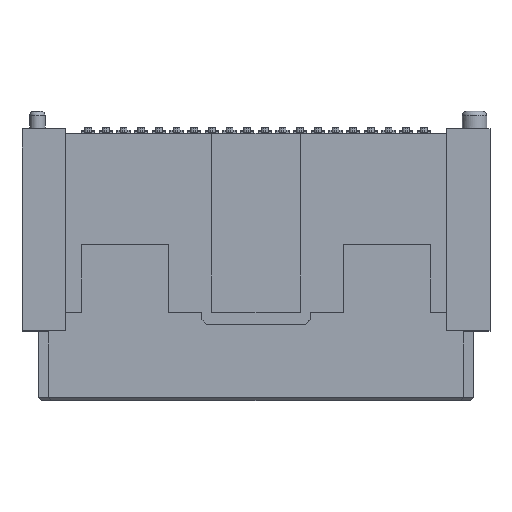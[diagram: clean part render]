
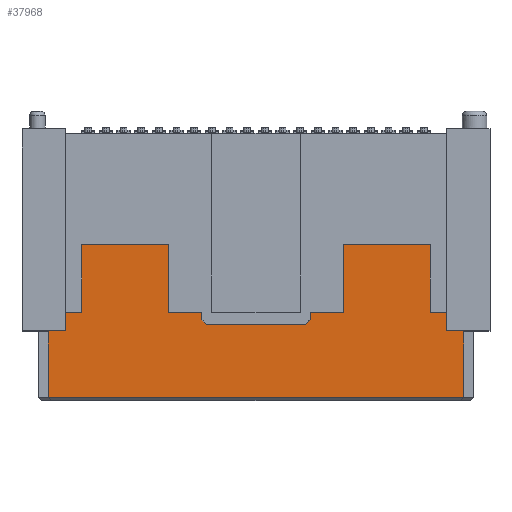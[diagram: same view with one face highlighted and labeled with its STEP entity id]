
A CAD part, top view. The second image highlights one B-rep face of the part: STEP entity #37968.
In plain terms, the highlighted planar face has unit normal (0, 0, 1).
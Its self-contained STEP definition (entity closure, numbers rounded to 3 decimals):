
#6007=DIRECTION('',(1.,0.,0.));
#6008=VECTOR('',#6007,18.8);
#6009=CARTESIAN_POINT('',(1.2,3.5,-1.1));
#6010=LINE('',#6009,#6008);
#6059=DIRECTION('',(0.,-1.,0.));
#6060=VECTOR('',#6059,3.);
#6061=CARTESIAN_POINT('',(1.2,6.5,-1.1));
#6062=LINE('',#6061,#6060);
#6063=DIRECTION('',(1.,0.,0.));
#6064=VECTOR('',#6063,1.5);
#6065=CARTESIAN_POINT('',(13.05,7.35,-1.1));
#6066=LINE('',#6065,#6064);
#6067=DIRECTION('',(1.,0.,0.));
#6068=VECTOR('',#6067,3.95);
#6069=CARTESIAN_POINT('',(14.55,10.4,-1.1));
#6070=LINE('',#6069,#6068);
#6071=DIRECTION('',(0.,-1.,0.));
#6072=VECTOR('',#6071,3.05);
#6073=CARTESIAN_POINT('',(18.5,10.4,-1.1));
#6074=LINE('',#6073,#6072);
#6075=DIRECTION('',(1.,0.,0.));
#6076=VECTOR('',#6075,0.75);
#6077=CARTESIAN_POINT('',(18.5,7.35,-1.1));
#6078=LINE('',#6077,#6076);
#6079=DIRECTION('',(0.,-1.,0.));
#6080=VECTOR('',#6079,0.85);
#6081=CARTESIAN_POINT('',(19.25,7.35,-1.1));
#6082=LINE('',#6081,#6080);
#6083=DIRECTION('',(1.,0.,0.));
#6084=VECTOR('',#6083,0.75);
#6085=CARTESIAN_POINT('',(1.2,6.5,-1.1));
#6086=LINE('',#6085,#6084);
#6087=DIRECTION('',(0.,1.,0.));
#6088=VECTOR('',#6087,0.85);
#6089=CARTESIAN_POINT('',(1.95,6.5,-1.1));
#6090=LINE('',#6089,#6088);
#6091=DIRECTION('',(1.,0.,0.));
#6092=VECTOR('',#6091,0.75);
#6093=CARTESIAN_POINT('',(1.95,7.35,-1.1));
#6094=LINE('',#6093,#6092);
#6095=DIRECTION('',(1.,0.,0.));
#6096=VECTOR('',#6095,3.95);
#6097=CARTESIAN_POINT('',(2.7,10.4,-1.1));
#6098=LINE('',#6097,#6096);
#6099=DIRECTION('',(0.,-1.,0.));
#6100=VECTOR('',#6099,3.05);
#6101=CARTESIAN_POINT('',(6.65,10.4,-1.1));
#6102=LINE('',#6101,#6100);
#6103=DIRECTION('',(1.,0.,0.));
#6104=VECTOR('',#6103,1.5);
#6105=CARTESIAN_POINT('',(6.65,7.35,-1.1));
#6106=LINE('',#6105,#6104);
#6107=DIRECTION('',(0.,-1.,0.));
#6108=VECTOR('',#6107,0.35);
#6109=CARTESIAN_POINT('',(8.15,7.35,-1.1));
#6110=LINE('',#6109,#6108);
#6111=DIRECTION('',(0.707,-0.707,0.));
#6112=VECTOR('',#6111,0.283);
#6113=CARTESIAN_POINT('',(8.15,7.,-1.1));
#6114=LINE('',#6113,#6112);
#6115=DIRECTION('',(1.,0.,0.));
#6116=VECTOR('',#6115,4.5);
#6117=CARTESIAN_POINT('',(8.35,6.8,-1.1));
#6118=LINE('',#6117,#6116);
#6119=DIRECTION('',(0.707,0.707,0.));
#6120=VECTOR('',#6119,0.283);
#6121=CARTESIAN_POINT('',(12.85,6.8,-1.1));
#6122=LINE('',#6121,#6120);
#6123=DIRECTION('',(0.,1.,0.));
#6124=VECTOR('',#6123,0.35);
#6125=CARTESIAN_POINT('',(13.05,7.,-1.1));
#6126=LINE('',#6125,#6124);
#6143=DIRECTION('',(0.,-1.,0.));
#6144=VECTOR('',#6143,3.05);
#6145=CARTESIAN_POINT('',(14.55,10.4,-1.1));
#6146=LINE('',#6145,#6144);
#6235=DIRECTION('',(0.,-1.,0.));
#6236=VECTOR('',#6235,3.05);
#6237=CARTESIAN_POINT('',(2.7,10.4,-1.1));
#6238=LINE('',#6237,#6236);
#11871=DIRECTION('',(-1.,0.,0.));
#11872=VECTOR('',#11871,0.75);
#11873=CARTESIAN_POINT('',(20.,6.5,-1.1));
#11874=LINE('',#11873,#11872);
#12251=DIRECTION('',(0.,1.,0.));
#12252=VECTOR('',#12251,3.);
#12253=CARTESIAN_POINT('',(20.,3.5,-1.1));
#12254=LINE('',#12253,#12252);
#21981=CARTESIAN_POINT('',(19.25,6.5,-1.1));
#21982=VERTEX_POINT('',#21981);
#21983=CARTESIAN_POINT('',(19.25,7.35,-1.1));
#21984=VERTEX_POINT('',#21983);
#22067=CARTESIAN_POINT('',(1.95,7.35,-1.1));
#22068=VERTEX_POINT('',#22067);
#22069=CARTESIAN_POINT('',(1.95,6.5,-1.1));
#22070=VERTEX_POINT('',#22069);
#22111=CARTESIAN_POINT('',(6.65,10.4,-1.1));
#22112=VERTEX_POINT('',#22111);
#22113=CARTESIAN_POINT('',(2.7,10.4,-1.1));
#22114=VERTEX_POINT('',#22113);
#22115=CARTESIAN_POINT('',(18.5,10.4,-1.1));
#22116=VERTEX_POINT('',#22115);
#22117=CARTESIAN_POINT('',(14.55,10.4,-1.1));
#22118=VERTEX_POINT('',#22117);
#22135=CARTESIAN_POINT('',(6.65,7.35,-1.1));
#22136=VERTEX_POINT('',#22135);
#22137=CARTESIAN_POINT('',(8.15,7.35,-1.1));
#22138=VERTEX_POINT('',#22137);
#22139=CARTESIAN_POINT('',(2.7,7.35,-1.1));
#22140=VERTEX_POINT('',#22139);
#22141=CARTESIAN_POINT('',(8.15,7.,-1.1));
#22142=VERTEX_POINT('',#22141);
#22143=CARTESIAN_POINT('',(8.35,6.8,-1.1));
#22144=VERTEX_POINT('',#22143);
#22145=CARTESIAN_POINT('',(12.85,6.8,-1.1));
#22146=VERTEX_POINT('',#22145);
#22147=CARTESIAN_POINT('',(13.05,7.,-1.1));
#22148=VERTEX_POINT('',#22147);
#22149=CARTESIAN_POINT('',(13.05,7.35,-1.1));
#22150=VERTEX_POINT('',#22149);
#22151=CARTESIAN_POINT('',(18.5,7.35,-1.1));
#22152=VERTEX_POINT('',#22151);
#22153=CARTESIAN_POINT('',(14.55,7.35,-1.1));
#22154=VERTEX_POINT('',#22153);
#22155=CARTESIAN_POINT('',(20.,6.5,-1.1));
#22156=VERTEX_POINT('',#22155);
#22157=CARTESIAN_POINT('',(1.2,3.5,-1.1));
#22158=CARTESIAN_POINT('',(20.,3.5,-1.1));
#22159=VERTEX_POINT('',#22157);
#22160=VERTEX_POINT('',#22158);
#22161=CARTESIAN_POINT('',(1.2,6.5,-1.1));
#22162=VERTEX_POINT('',#22161);
#37921=CARTESIAN_POINT('',(10.6,6.95,-1.1));
#37922=DIRECTION('',(0.,0.,1.));
#37923=DIRECTION('',(1.,0.,0.));
#37924=AXIS2_PLACEMENT_3D('',#37921,#37922,#37923);
#37925=PLANE('',#37924);
#37927=ORIENTED_EDGE('',*,*,#37926,.T.);
#37929=ORIENTED_EDGE('',*,*,#37928,.F.);
#37931=ORIENTED_EDGE('',*,*,#37930,.T.);
#37933=ORIENTED_EDGE('',*,*,#37932,.T.);
#37935=ORIENTED_EDGE('',*,*,#37934,.T.);
#37936=ORIENTED_EDGE('',*,*,#29133,.T.);
#37938=ORIENTED_EDGE('',*,*,#37937,.F.);
#37940=ORIENTED_EDGE('',*,*,#37939,.F.);
#37941=ORIENTED_EDGE('',*,*,#37862,.F.);
#37942=ORIENTED_EDGE('',*,*,#37916,.F.);
#37943=ORIENTED_EDGE('',*,*,#28997,.T.);
#37945=ORIENTED_EDGE('',*,*,#37944,.T.);
#37947=ORIENTED_EDGE('',*,*,#37946,.T.);
#37949=ORIENTED_EDGE('',*,*,#37948,.F.);
#37951=ORIENTED_EDGE('',*,*,#37950,.T.);
#37953=ORIENTED_EDGE('',*,*,#37952,.T.);
#37955=ORIENTED_EDGE('',*,*,#37954,.T.);
#37957=ORIENTED_EDGE('',*,*,#37956,.T.);
#37959=ORIENTED_EDGE('',*,*,#37958,.T.);
#37961=ORIENTED_EDGE('',*,*,#37960,.T.);
#37963=ORIENTED_EDGE('',*,*,#37962,.T.);
#37965=ORIENTED_EDGE('',*,*,#37964,.T.);
#37966=EDGE_LOOP('',(#37927,#37929,#37931,#37933,#37935,#37936,#37938,#37940,
#37941,#37942,#37943,#37945,#37947,#37949,#37951,#37953,#37955,#37957,#37959,
#37961,#37963,#37965));
#37967=FACE_OUTER_BOUND('',#37966,.F.);
#37968=ADVANCED_FACE('',(#37967),#37925,.T.);
#28997=EDGE_CURVE('',#22162,#22070,#6086,.T.);
#29133=EDGE_CURVE('',#21984,#21982,#6082,.T.);
#37862=EDGE_CURVE('',#22159,#22160,#6010,.T.);
#37916=EDGE_CURVE('',#22162,#22159,#6062,.T.);
#37926=EDGE_CURVE('',#22150,#22154,#6066,.T.);
#37928=EDGE_CURVE('',#22118,#22154,#6146,.T.);
#37930=EDGE_CURVE('',#22118,#22116,#6070,.T.);
#37932=EDGE_CURVE('',#22116,#22152,#6074,.T.);
#37934=EDGE_CURVE('',#22152,#21984,#6078,.T.);
#37937=EDGE_CURVE('',#22156,#21982,#11874,.T.);
#37939=EDGE_CURVE('',#22160,#22156,#12254,.T.);
#37944=EDGE_CURVE('',#22070,#22068,#6090,.T.);
#37946=EDGE_CURVE('',#22068,#22140,#6094,.T.);
#37948=EDGE_CURVE('',#22114,#22140,#6238,.T.);
#37950=EDGE_CURVE('',#22114,#22112,#6098,.T.);
#37952=EDGE_CURVE('',#22112,#22136,#6102,.T.);
#37954=EDGE_CURVE('',#22136,#22138,#6106,.T.);
#37956=EDGE_CURVE('',#22138,#22142,#6110,.T.);
#37958=EDGE_CURVE('',#22142,#22144,#6114,.T.);
#37960=EDGE_CURVE('',#22144,#22146,#6118,.T.);
#37962=EDGE_CURVE('',#22146,#22148,#6122,.T.);
#37964=EDGE_CURVE('',#22148,#22150,#6126,.T.);
